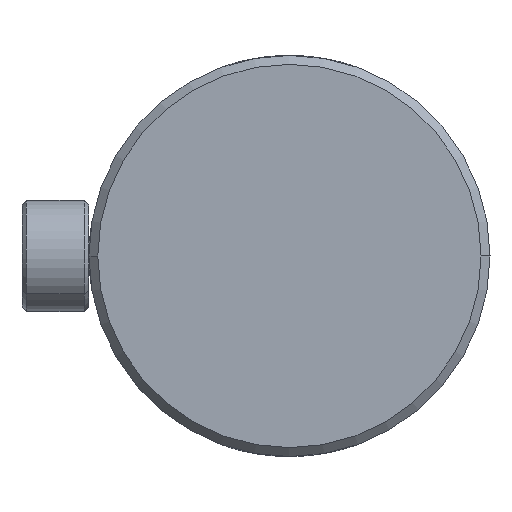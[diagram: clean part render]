
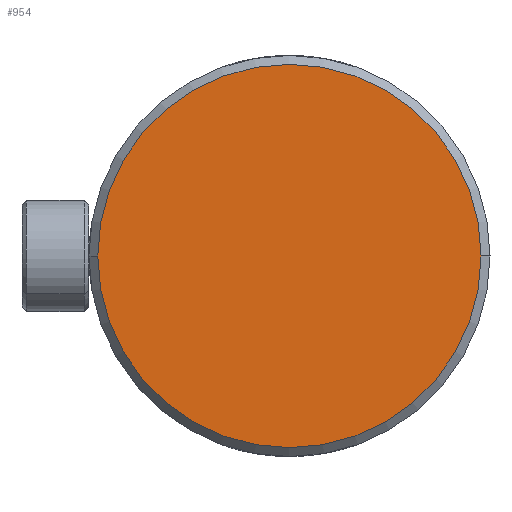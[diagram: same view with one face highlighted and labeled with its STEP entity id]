
A CAD part, left-side view. The second image highlights one B-rep face of the part: STEP entity #954.
In plain terms, the highlighted planar face has unit normal (-1, 0, 0).
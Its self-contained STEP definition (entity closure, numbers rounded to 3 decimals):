
#3 = CARTESIAN_POINT ( 'NONE',  ( -58., -43., 0. ) ) ;
#357 = DIRECTION ( 'NONE',  ( 0., -1., 0. ) ) ;
#477 = CIRCLE ( 'NONE', #2210, 43. ) ;
#617 = CARTESIAN_POINT ( 'NONE',  ( -58., 43., 0. ) ) ;
#625 = VERTEX_POINT ( 'NONE', #3 ) ;
#852 = CARTESIAN_POINT ( 'NONE',  ( -58., 0., 0. ) ) ;
#954 = ADVANCED_FACE ( 'NONE', ( #1759 ), #993, .T. ) ;
#993 = PLANE ( 'NONE',  #2299 ) ;
#1190 = DIRECTION ( 'NONE',  ( 0., 1., 0. ) ) ;
#1210 = ORIENTED_EDGE ( 'NONE', *, *, #3678, .F. ) ;
#1473 = VERTEX_POINT ( 'NONE', #617 ) ;
#1759 = FACE_OUTER_BOUND ( 'NONE', #3099, .T. ) ;
#2210 = AXIS2_PLACEMENT_3D ( 'NONE', #2474, #2460, #2424 ) ;
#2299 = AXIS2_PLACEMENT_3D ( 'NONE', #3422, #3998, #357 ) ;
#2424 = DIRECTION ( 'NONE',  ( 0., 1., 0. ) ) ;
#2460 = DIRECTION ( 'NONE',  ( 1., 0., 0. ) ) ;
#2474 = CARTESIAN_POINT ( 'NONE',  ( -58., 0., 0. ) ) ;
#2957 = CIRCLE ( 'NONE', #3000, 43. ) ;
#3000 = AXIS2_PLACEMENT_3D ( 'NONE', #852, #3142, #1190 ) ;
#3099 = EDGE_LOOP ( 'NONE', ( #1210, #3874 ) ) ;
#3132 = EDGE_CURVE ( 'NONE', #625, #1473, #477, .T. ) ;
#3142 = DIRECTION ( 'NONE',  ( 1., 0., 0. ) ) ;
#3422 = CARTESIAN_POINT ( 'NONE',  ( -58., 0., 0. ) ) ;
#3678 = EDGE_CURVE ( 'NONE', #1473, #625, #2957, .T. ) ;
#3874 = ORIENTED_EDGE ( 'NONE', *, *, #3132, .F. ) ;
#3998 = DIRECTION ( 'NONE',  ( -1., 0., 0. ) ) ;
